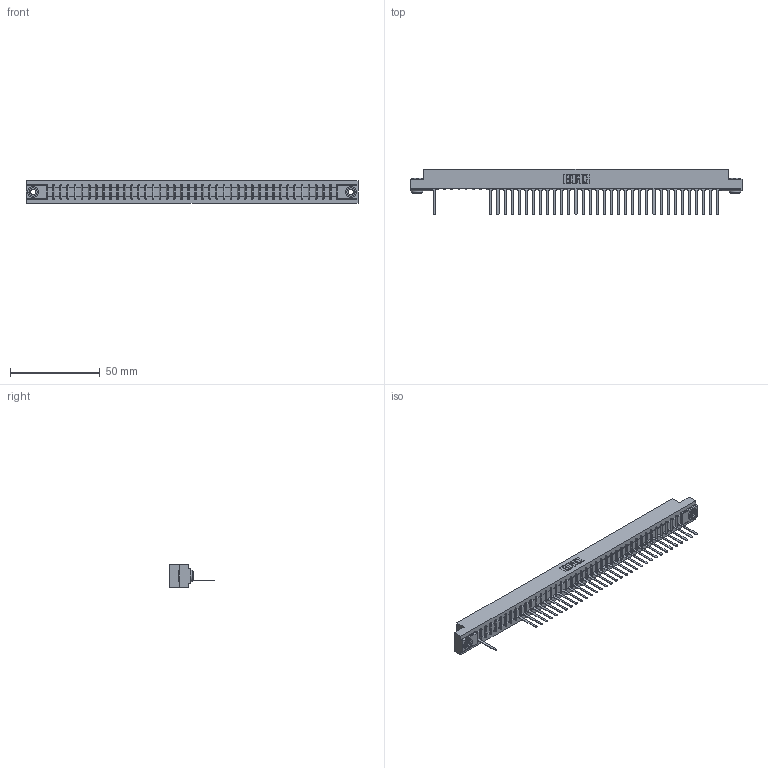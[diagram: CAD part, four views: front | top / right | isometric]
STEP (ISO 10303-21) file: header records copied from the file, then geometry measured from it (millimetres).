
FILE_DESCRIPTION (( 'STEP AP203' ), '1' );
FILE_NAME ('307-041-547-103.STEP', '2018-08-05T15:49:34', ( '' ), ( '' ), 'SwSTEP 2.0', 'SolidWorks 2016', '' );
FILE_SCHEMA (( 'CONFIG_CONTROL_DESIGN' ));
Length unit declared in the file: inch
Products named in the file (4): 345-250-002_345-250-002-102; 307-041-547-103; 307 Part_.156 Dia Mounting Holes; 307-290-001_547
Assembly tree (37 placements, depth 2):
  307-041-547-103
    307 Part_.156 Dia Mounting Holes
    307-290-001_547  x34
    345-250-002_345-250-002-102  x2
Bounding box: 185.47 x 25.43 x 12.7 mm (x, y, z)
Volume: 19226.8 mm3; surface area: 20426.8 mm2
Topology: 37 solids, 37 shells, 2256 faces, 6391 edges, 4098 vertices
Faces by surface type: plane 1436, cylinder 728, sphere 84, cone 8
Entity records: 36081 total; most frequent: CARTESIAN_POINT 6086, ORIENTED_EDGE 6070, DIRECTION 5927, EDGE_CURVE 3035, VECTOR 2321, LINE 2321, VERTEX_POINT 1962, AXIS2_PLACEMENT_3D 1803
